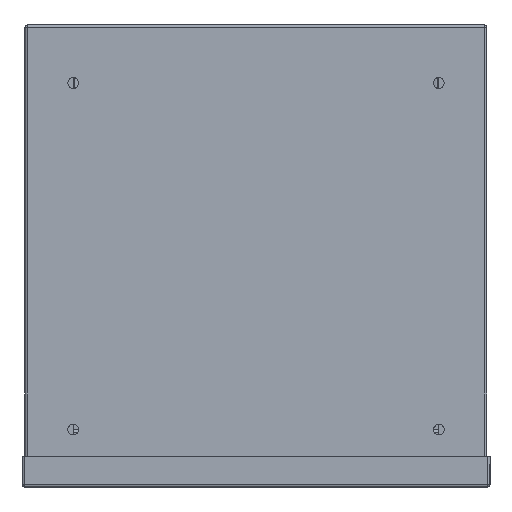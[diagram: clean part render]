
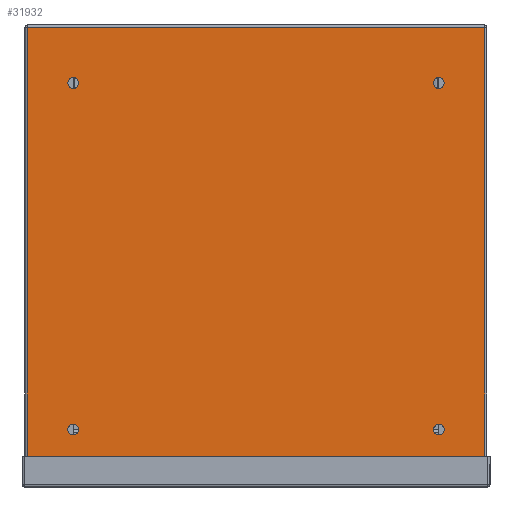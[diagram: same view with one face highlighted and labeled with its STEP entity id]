
A CAD part, front view. The second image highlights one B-rep face of the part: STEP entity #31932.
In plain terms, the highlighted planar face has unit normal (0, -1, 0).
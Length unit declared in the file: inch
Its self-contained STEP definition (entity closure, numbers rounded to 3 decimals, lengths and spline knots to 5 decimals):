
#1047 = VERTEX_POINT ( 'NONE', #24954 ) ;
#1321 = CARTESIAN_POINT ( 'NONE',  ( 5.94, 0., -11.952 ) ) ;
#1397 = LINE ( 'NONE', #37884, #14610 ) ;
#3205 = ORIENTED_EDGE ( 'NONE', *, *, #12297, .T. ) ;
#3469 = AXIS2_PLACEMENT_3D ( 'NONE', #22936, #41605, #47397 ) ;
#3619 = CARTESIAN_POINT ( 'NONE',  ( 4.60748, 0., -10.50712 ) ) ;
#4217 = PLANE ( 'NONE',  #3469 ) ;
#6393 = CARTESIAN_POINT ( 'NONE',  ( -6., 0., -0.05846 ) ) ;
#6561 = VECTOR ( 'NONE', #6794, 39.37008 ) ;
#6794 = DIRECTION ( 'NONE',  ( -1., 0., 0. ) ) ;
#7840 = ORIENTED_EDGE ( 'NONE', *, *, #36673, .T. ) ;
#8302 = CIRCLE ( 'NONE', #45516, 0.14055 ) ;
#8520 = VECTOR ( 'NONE', #15632, 39.37008 ) ;
#10102 = VERTEX_POINT ( 'NONE', #28780 ) ;
#10330 = ORIENTED_EDGE ( 'NONE', *, *, #21744, .T. ) ;
#12297 = EDGE_CURVE ( 'NONE', #42256, #1047, #1397, .T. ) ;
#14061 = EDGE_CURVE ( 'NONE', #46649, #46649, #31626, .T. ) ;
#14243 = EDGE_LOOP ( 'NONE', ( #18392 ) ) ;
#14610 = VECTOR ( 'NONE', #43084, 39.37008 ) ;
#15632 = DIRECTION ( 'NONE',  ( -1., 0., 0. ) ) ;
#16594 = EDGE_LOOP ( 'NONE', ( #39124 ) ) ;
#18151 = EDGE_CURVE ( 'NONE', #20319, #20319, #8302, .T. ) ;
#18392 = ORIENTED_EDGE ( 'NONE', *, *, #52998, .F. ) ;
#19657 = CARTESIAN_POINT ( 'NONE',  ( -5.94, 0., -11.952 ) ) ;
#20319 = VERTEX_POINT ( 'NONE', #29774 ) ;
#20869 = DIRECTION ( 'NONE',  ( -1., 0., 0. ) ) ;
#21449 = EDGE_CURVE ( 'NONE', #42256, #53922, #49063, .T. ) ;
#21744 = EDGE_CURVE ( 'NONE', #60537, #53922, #41374, .T. ) ;
#22936 = CARTESIAN_POINT ( 'NONE',  ( 0., 0., -5.97523 ) ) ;
#23231 = FACE_BOUND ( 'NONE', #14243, .T. ) ;
#23371 = CARTESIAN_POINT ( 'NONE',  ( 4.60748, 0., -1.50712 ) ) ;
#24954 = CARTESIAN_POINT ( 'NONE',  ( 5.94, 0., -0.05846 ) ) ;
#25013 = DIRECTION ( 'NONE',  ( 0., -1., 0. ) ) ;
#25448 = CARTESIAN_POINT ( 'NONE',  ( 4.74803, 0., -1.50712 ) ) ;
#26010 = LINE ( 'NONE', #6393, #8520 ) ;
#26619 = VERTEX_POINT ( 'NONE', #3619 ) ;
#27684 = ORIENTED_EDGE ( 'NONE', *, *, #14061, .F. ) ;
#27702 = CARTESIAN_POINT ( 'NONE',  ( -4.74803, 0., -1.50712 ) ) ;
#28051 = VECTOR ( 'NONE', #46267, 39.37008 ) ;
#28230 = ORIENTED_EDGE ( 'NONE', *, *, #38304, .F. ) ;
#28709 = FACE_BOUND ( 'NONE', #16594, .T. ) ;
#28780 = CARTESIAN_POINT ( 'NONE',  ( -4.88858, 0., -1.50712 ) ) ;
#28920 = DIRECTION ( 'NONE',  ( 0., -1., 0. ) ) ;
#29774 = CARTESIAN_POINT ( 'NONE',  ( -4.88858, 0., -10.50712 ) ) ;
#29783 = CARTESIAN_POINT ( 'NONE',  ( 4.74803, 0., -10.50712 ) ) ;
#31626 = CIRCLE ( 'NONE', #44328, 0.14055 ) ;
#31932 = ADVANCED_FACE ( 'NONE', ( #56591, #23231, #50794, #28709, #33005 ), #4217, .T. ) ;
#32065 = EDGE_LOOP ( 'NONE', ( #27684 ) ) ;
#33005 = FACE_OUTER_BOUND ( 'NONE', #44449, .T. ) ;
#33036 = AXIS2_PLACEMENT_3D ( 'NONE', #27702, #28920, #56806 ) ;
#33331 = ORIENTED_EDGE ( 'NONE', *, *, #21449, .F. ) ;
#34075 = CARTESIAN_POINT ( 'NONE',  ( -6., 0., -11.952 ) ) ;
#34708 = DIRECTION ( 'NONE',  ( -1., 0., 0. ) ) ;
#35054 = CIRCLE ( 'NONE', #33036, 0.14055 ) ;
#36673 = EDGE_CURVE ( 'NONE', #1047, #60537, #26010, .T. ) ;
#37884 = CARTESIAN_POINT ( 'NONE',  ( 5.94, 0., 0.00154 ) ) ;
#38304 = EDGE_CURVE ( 'NONE', #10102, #10102, #35054, .T. ) ;
#38755 = CARTESIAN_POINT ( 'NONE',  ( -5.94, 0., -0.05846 ) ) ;
#39124 = ORIENTED_EDGE ( 'NONE', *, *, #18151, .F. ) ;
#39393 = DIRECTION ( 'NONE',  ( -1., 0., 0. ) ) ;
#39592 = DIRECTION ( 'NONE',  ( 0., -1., 0. ) ) ;
#41374 = LINE ( 'NONE', #50572, #28051 ) ;
#41605 = DIRECTION ( 'NONE',  ( 0., -1., 0. ) ) ;
#42256 = VERTEX_POINT ( 'NONE', #1321 ) ;
#43084 = DIRECTION ( 'NONE',  ( 0., 0., 1. ) ) ;
#44127 = DIRECTION ( 'NONE',  ( 0., -1., 0. ) ) ;
#44328 = AXIS2_PLACEMENT_3D ( 'NONE', #25448, #44127, #20869 ) ;
#44449 = EDGE_LOOP ( 'NONE', ( #7840, #10330, #33331, #3205 ) ) ;
#44627 = CIRCLE ( 'NONE', #48557, 0.14055 ) ;
#45516 = AXIS2_PLACEMENT_3D ( 'NONE', #48887, #25013, #39393 ) ;
#46267 = DIRECTION ( 'NONE',  ( 0., 0., -1. ) ) ;
#46649 = VERTEX_POINT ( 'NONE', #23371 ) ;
#47397 = DIRECTION ( 'NONE',  ( -1., 0., 0. ) ) ;
#48557 = AXIS2_PLACEMENT_3D ( 'NONE', #29783, #39592, #34708 ) ;
#48712 = EDGE_LOOP ( 'NONE', ( #28230 ) ) ;
#48887 = CARTESIAN_POINT ( 'NONE',  ( -4.74803, 0., -10.50712 ) ) ;
#49063 = LINE ( 'NONE', #34075, #6561 ) ;
#50572 = CARTESIAN_POINT ( 'NONE',  ( -5.94, 0., -11.952 ) ) ;
#50794 = FACE_BOUND ( 'NONE', #32065, .T. ) ;
#52998 = EDGE_CURVE ( 'NONE', #26619, #26619, #44627, .T. ) ;
#53922 = VERTEX_POINT ( 'NONE', #19657 ) ;
#56591 = FACE_BOUND ( 'NONE', #48712, .T. ) ;
#56806 = DIRECTION ( 'NONE',  ( -1., 0., 0. ) ) ;
#60537 = VERTEX_POINT ( 'NONE', #38755 ) ;
